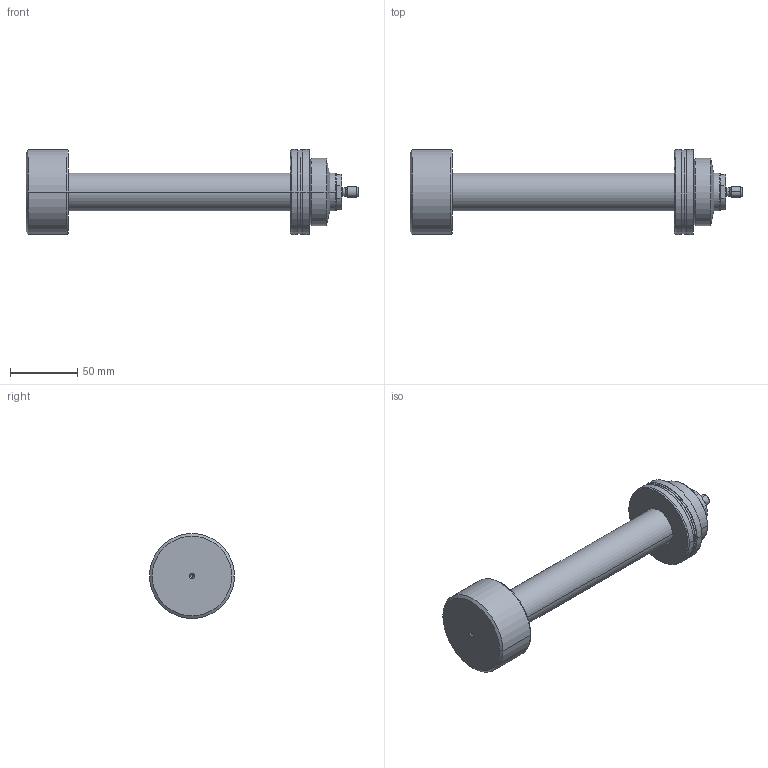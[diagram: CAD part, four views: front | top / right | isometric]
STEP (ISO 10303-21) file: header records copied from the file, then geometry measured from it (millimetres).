
FILE_DESCRIPTION (( 'STEP AP203' ), '1' );
FILE_NAME ('5f1b.STEP', '2020-10-09T00:18:15', ( '' ), ( '' ), 'SwSTEP 2.0', 'SolidWorks 2019', '' );
FILE_SCHEMA (( 'CONFIG_CONTROL_DESIGN' ));
Length unit declared in the file: millimetre
Products named in the file (4): V400CL_VC_X 8ad08427d72551be16e4ba8c35d35df7; 5f1b; V400CL_PC_X 8ad08427d72551be16e4ba8c35d35df7; MM 8ad08427d72551be16e4ba8c35d35df7
Assembly tree (3 placements, depth 2):
  5f1b
    V400CL_PC_X 8ad08427d72551be16e4ba8c35d35df7
    V400CL_VC_X 8ad08427d72551be16e4ba8c35d35df7
    MM 8ad08427d72551be16e4ba8c35d35df7
Bounding box: 246 x 63 x 63 mm (x, y, z)
Volume: 275207.5 mm3; surface area: 43653.2 mm2
Topology: 3 solids, 3 shells, 88 faces, 186 edges, 108 vertices
Faces by surface type: cylinder 32, cone 30, plane 20, torus 6
Entity records: 2756 total; most frequent: DIRECTION 466, CARTESIAN_POINT 408, ORIENTED_EDGE 364, AXIS2_PLACEMENT_3D 198, EDGE_CURVE 182, VERTEX_POINT 108, CIRCLE 104, EDGE_LOOP 98
